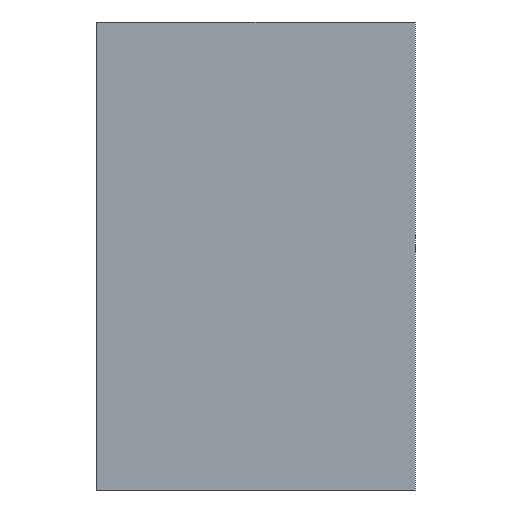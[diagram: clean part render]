
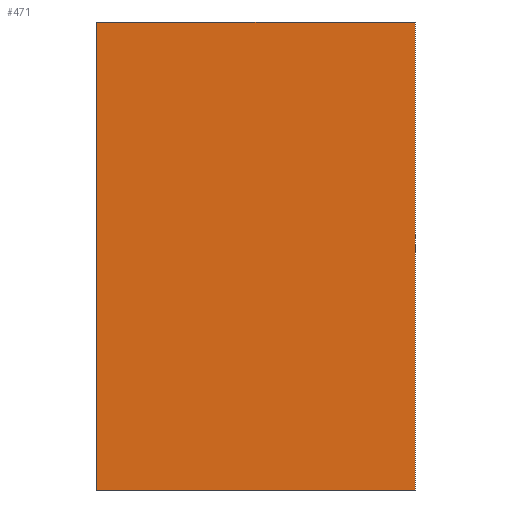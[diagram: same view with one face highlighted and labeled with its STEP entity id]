
A CAD part, left-side view. The second image highlights one B-rep face of the part: STEP entity #471.
In plain terms, the highlighted planar face has unit normal (-1, 0, 0).
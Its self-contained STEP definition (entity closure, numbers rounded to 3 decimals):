
#392 = VERTEX_POINT('',#393);
#393 = CARTESIAN_POINT('',(-1.,0.85,0.625));
#399 = EDGE_CURVE('',#392,#400,#402,.T.);
#400 = VERTEX_POINT('',#401);
#401 = CARTESIAN_POINT('',(-1.,0.,0.625));
#402 = LINE('',#403,#404);
#403 = CARTESIAN_POINT('',(-1.,0.,0.625));
#404 = VECTOR('',#405,1.);
#405 = DIRECTION('',(-0.,-1.,-0.));
#427 = VERTEX_POINT('',#428);
#428 = CARTESIAN_POINT('',(-1.,0.,-0.625));
#434 = EDGE_CURVE('',#435,#427,#437,.T.);
#435 = VERTEX_POINT('',#436);
#436 = CARTESIAN_POINT('',(-1.,0.85,-0.625));
#437 = LINE('',#438,#439);
#438 = CARTESIAN_POINT('',(-1.,0.,-0.625));
#439 = VECTOR('',#440,1.);
#440 = DIRECTION('',(-0.,-1.,-0.));
#461 = EDGE_CURVE('',#400,#427,#462,.T.);
#462 = LINE('',#463,#464);
#463 = CARTESIAN_POINT('',(-1.,0.,0.625));
#464 = VECTOR('',#465,1.);
#465 = DIRECTION('',(-0.,-0.,-1.));
#471 = ADVANCED_FACE('',(#472),#483,.F.);
#472 = FACE_BOUND('',#473,.T.);
#473 = EDGE_LOOP('',(#474,#475,#476,#477));
#474 = ORIENTED_EDGE('',*,*,#434,.T.);
#475 = ORIENTED_EDGE('',*,*,#461,.F.);
#476 = ORIENTED_EDGE('',*,*,#399,.F.);
#477 = ORIENTED_EDGE('',*,*,#478,.T.);
#478 = EDGE_CURVE('',#392,#435,#479,.T.);
#479 = LINE('',#480,#481);
#480 = CARTESIAN_POINT('',(-1.,0.85,0.625));
#481 = VECTOR('',#482,1.);
#482 = DIRECTION('',(-0.,-0.,-1.));
#483 = PLANE('',#484);
#484 = AXIS2_PLACEMENT_3D('',#485,#486,#487);
#485 = CARTESIAN_POINT('',(-1.,0.,0.625));
#486 = DIRECTION('',(1.,0.,0.));
#487 = DIRECTION('',(0.,0.,-1.));
